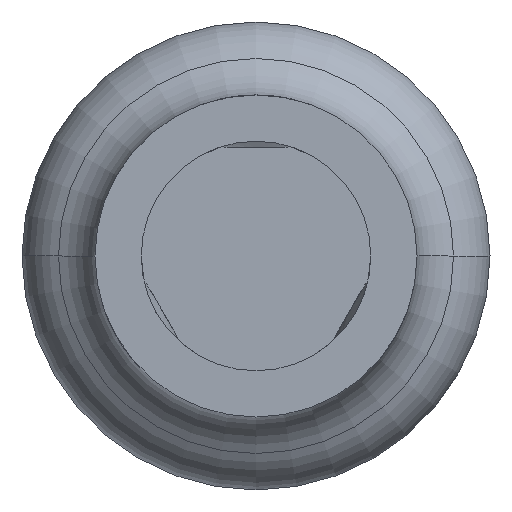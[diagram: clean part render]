
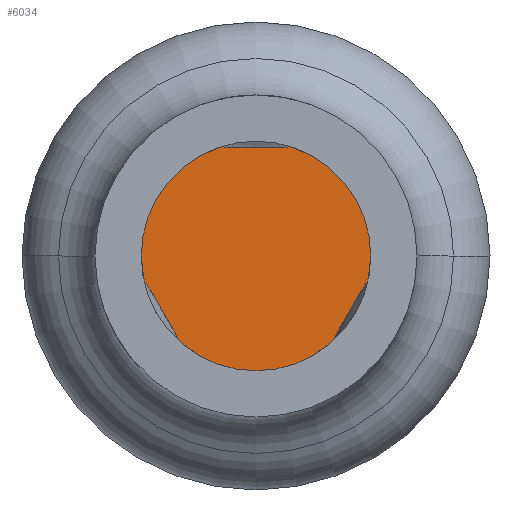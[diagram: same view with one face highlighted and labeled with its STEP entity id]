
A CAD part, front view. The second image highlights one B-rep face of the part: STEP entity #6034.
In plain terms, the highlighted planar face has unit normal (0, -1, 0).
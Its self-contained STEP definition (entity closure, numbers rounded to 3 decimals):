
#112 = DIRECTION ( 'NONE',  ( 1., 0., 0. ) ) ;
#367 = EDGE_LOOP ( 'NONE', ( #2685, #6165 ) ) ;
#943 = CARTESIAN_POINT ( 'NONE',  ( 0., -24.7, 0. ) ) ;
#979 = DIRECTION ( 'NONE',  ( 0., 1., 0. ) ) ;
#1057 = EDGE_CURVE ( 'Defeature ausgef�hrt1_0+Defeature ausgef�hrt1_42+Defeature ausgef�hrt1_42+Defeature ausgef�hrt1_42', #2679, #5630, #4084, .T. ) ;
#1087 = CIRCLE ( 'NONE', #2940, 0.513 ) ;
#1942 = CARTESIAN_POINT ( 'NONE',  ( 0., -24.7, 0. ) ) ;
#2102 = EDGE_CURVE ( 'Defeature ausgef�hrt1_0+Defeature ausgef�hrt1_42+Defeature ausgef�hrt1_42+Defeature ausgef�hrt1_42', #5630, #2679, #1087, .T. ) ;
#2115 = CARTESIAN_POINT ( 'NONE',  ( -0.513, -24.7, 0. ) ) ;
#2453 = PLANE ( 'NONE',  #5028 ) ;
#2679 = VERTEX_POINT ( 'NONE', #2115 ) ;
#2685 = ORIENTED_EDGE ( 'NONE', *, *, #1057, .F. ) ;
#2940 = AXIS2_PLACEMENT_3D ( 'NONE', #1942, #4384, #5384 ) ;
#3118 = CARTESIAN_POINT ( 'NONE',  ( 0., -24.7, 0. ) ) ;
#3252 = CARTESIAN_POINT ( 'NONE',  ( 0.513, -24.7, 0. ) ) ;
#3750 = FACE_OUTER_BOUND ( 'NONE', #367, .T. ) ;
#4084 = CIRCLE ( 'NONE', #5722, 0.513 ) ;
#4384 = DIRECTION ( 'NONE',  ( 0., 1., 0. ) ) ;
#5028 = AXIS2_PLACEMENT_3D ( 'NONE', #943, #979, #6384 ) ;
#5384 = DIRECTION ( 'NONE',  ( 1., 0., 0. ) ) ;
#5550 = DIRECTION ( 'NONE',  ( 0., 1., 0. ) ) ;
#5630 = VERTEX_POINT ( 'NONE', #3252 ) ;
#5722 = AXIS2_PLACEMENT_3D ( 'NONE', #3118, #5550, #112 ) ;
#6034 = ADVANCED_FACE ( 'Defeature ausgef�hrt1_42', ( #3750 ), #2453, .F. ) ;
#6165 = ORIENTED_EDGE ( 'NONE', *, *, #2102, .F. ) ;
#6384 = DIRECTION ( 'NONE',  ( -1., 0., 0. ) ) ;
